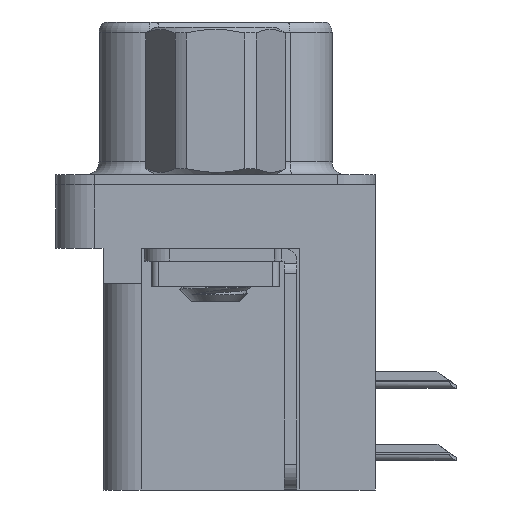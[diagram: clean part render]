
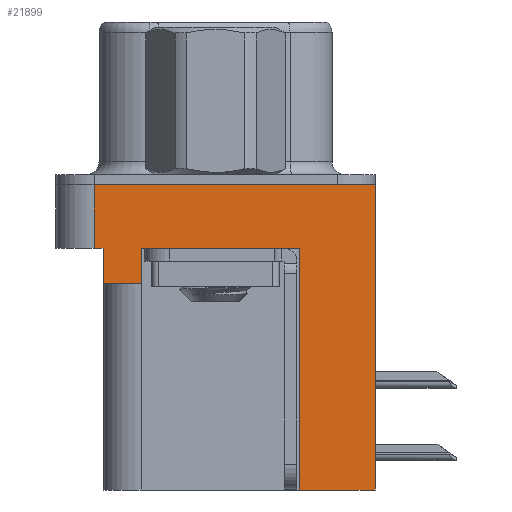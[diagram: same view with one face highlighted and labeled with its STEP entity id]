
A CAD part, left-side view. The second image highlights one B-rep face of the part: STEP entity #21899.
In plain terms, the highlighted planar face has unit normal (-1, 0, 0).
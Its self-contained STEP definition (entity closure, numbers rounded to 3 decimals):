
#307 = DIRECTION ( 'NONE',  ( 0., 0., 1. ) ) ;
#565 = ORIENTED_EDGE ( 'NONE', *, *, #23327, .F. ) ;
#594 = CARTESIAN_POINT ( 'NONE',  ( -2.91, 2.895, -3.9 ) ) ;
#814 = DIRECTION ( 'NONE',  ( 0., -1., 0. ) ) ;
#1099 = CARTESIAN_POINT ( 'NONE',  ( -2.91, -6.275, -2.5 ) ) ;
#2781 = ORIENTED_EDGE ( 'NONE', *, *, #28203, .F. ) ;
#3168 = CARTESIAN_POINT ( 'NONE',  ( -2.91, 4.425, -3.9 ) ) ;
#3674 = CARTESIAN_POINT ( 'NONE',  ( -2.91, 4.775, -2.5 ) ) ;
#3824 = EDGE_LOOP ( 'NONE', ( #23311, #7547, #23891, #565, #24534, #4034, #16652, #2781, #30543, #15086 ) ) ;
#3917 = VECTOR ( 'NONE', #17841, 1000. ) ;
#4034 = ORIENTED_EDGE ( 'NONE', *, *, #8835, .T. ) ;
#4614 = CARTESIAN_POINT ( 'NONE',  ( -2.91, 2.895, -2.5 ) ) ;
#5235 = CARTESIAN_POINT ( 'NONE',  ( -2.91, -3.295, -12. ) ) ;
#5771 = VERTEX_POINT ( 'NONE', #4614 ) ;
#5864 = VECTOR ( 'NONE', #10714, 1000. ) ;
#6127 = EDGE_CURVE ( 'NONE', #5771, #27872, #27444, .T. ) ;
#6149 = CARTESIAN_POINT ( 'NONE',  ( -2.91, -6.275, 0. ) ) ;
#6274 = EDGE_CURVE ( 'NONE', #21021, #30354, #23145, .T. ) ;
#6283 = LINE ( 'NONE', #10602, #3917 ) ;
#6485 = EDGE_CURVE ( 'NONE', #26267, #10655, #6283, .T. ) ;
#7547 = ORIENTED_EDGE ( 'NONE', *, *, #16290, .F. ) ;
#7882 = DIRECTION ( 'NONE',  ( 0., 0., 1. ) ) ;
#8835 = EDGE_CURVE ( 'NONE', #20711, #5771, #26397, .T. ) ;
#8953 = FACE_OUTER_BOUND ( 'NONE', #3824, .T. ) ;
#9110 = VECTOR ( 'NONE', #7882, 1000. ) ;
#9344 = VECTOR ( 'NONE', #15781, 1000. ) ;
#9859 = CARTESIAN_POINT ( 'NONE',  ( -2.91, 4.775, 0. ) ) ;
#10602 = CARTESIAN_POINT ( 'NONE',  ( -2.91, -6.275, -2.5 ) ) ;
#10655 = VERTEX_POINT ( 'NONE', #23894 ) ;
#10714 = DIRECTION ( 'NONE',  ( 0., 0., 1. ) ) ;
#11733 = VECTOR ( 'NONE', #25728, 1000. ) ;
#12033 = VECTOR ( 'NONE', #307, 1000. ) ;
#13296 = CARTESIAN_POINT ( 'NONE',  ( -2.91, -6.275, 0. ) ) ;
#13801 = PLANE ( 'NONE',  #25123 ) ;
#13857 = DIRECTION ( 'NONE',  ( 0., 1., 0. ) ) ;
#13932 = CARTESIAN_POINT ( 'NONE',  ( -2.91, 4.425, -3.9 ) ) ;
#14232 = DIRECTION ( 'NONE',  ( 0., 0., 1. ) ) ;
#15086 = ORIENTED_EDGE ( 'NONE', *, *, #17707, .T. ) ;
#15358 = CARTESIAN_POINT ( 'NONE',  ( -2.91, -6.275, -12. ) ) ;
#15781 = DIRECTION ( 'NONE',  ( 0., 1., 0. ) ) ;
#16182 = LINE ( 'NONE', #26072, #17324 ) ;
#16290 = EDGE_CURVE ( 'NONE', #26267, #21021, #16769, .T. ) ;
#16596 = CARTESIAN_POINT ( 'NONE',  ( -2.91, -6.275, -2.5 ) ) ;
#16652 = ORIENTED_EDGE ( 'NONE', *, *, #6127, .T. ) ;
#16769 = LINE ( 'NONE', #3674, #11733 ) ;
#17324 = VECTOR ( 'NONE', #30740, 1000. ) ;
#17707 = EDGE_CURVE ( 'NONE', #21552, #30354, #21280, .T. ) ;
#17841 = DIRECTION ( 'NONE',  ( 0., -1., 0. ) ) ;
#19341 = LINE ( 'NONE', #30384, #9344 ) ;
#20139 = EDGE_CURVE ( 'NONE', #21552, #28601, #20652, .T. ) ;
#20652 = LINE ( 'NONE', #28596, #25241 ) ;
#20711 = VERTEX_POINT ( 'NONE', #23634 ) ;
#20762 = CARTESIAN_POINT ( 'NONE',  ( -2.91, 4.775, -2.5 ) ) ;
#21021 = VERTEX_POINT ( 'NONE', #9859 ) ;
#21280 = LINE ( 'NONE', #29825, #12033 ) ;
#21552 = VERTEX_POINT ( 'NONE', #15358 ) ;
#21776 = EDGE_CURVE ( 'NONE', #20711, #30625, #19341, .T. ) ;
#21899 = ADVANCED_FACE ( 'NONE', ( #8953 ), #13801, .T. ) ;
#22106 = CARTESIAN_POINT ( 'NONE',  ( -2.91, -3.295, -2.5 ) ) ;
#23145 = LINE ( 'NONE', #6149, #28555 ) ;
#23311 = ORIENTED_EDGE ( 'NONE', *, *, #6274, .F. ) ;
#23327 = EDGE_CURVE ( 'NONE', #30625, #10655, #29738, .T. ) ;
#23634 = CARTESIAN_POINT ( 'NONE',  ( -2.91, 2.895, -3.9 ) ) ;
#23891 = ORIENTED_EDGE ( 'NONE', *, *, #6485, .T. ) ;
#23894 = CARTESIAN_POINT ( 'NONE',  ( -2.91, 4.425, -2.5 ) ) ;
#24534 = ORIENTED_EDGE ( 'NONE', *, *, #21776, .F. ) ;
#25123 = AXIS2_PLACEMENT_3D ( 'NONE', #16596, #26470, #14232 ) ;
#25241 = VECTOR ( 'NONE', #13857, 1000. ) ;
#25728 = DIRECTION ( 'NONE',  ( 0., 0., 1. ) ) ;
#25737 = DIRECTION ( 'NONE',  ( 0., -1., 0. ) ) ;
#26072 = CARTESIAN_POINT ( 'NONE',  ( -2.91, -3.295, -12. ) ) ;
#26267 = VERTEX_POINT ( 'NONE', #20762 ) ;
#26397 = LINE ( 'NONE', #594, #9110 ) ;
#26470 = DIRECTION ( 'NONE',  ( -1., 0., 0. ) ) ;
#27444 = LINE ( 'NONE', #1099, #27816 ) ;
#27816 = VECTOR ( 'NONE', #25737, 1000. ) ;
#27872 = VERTEX_POINT ( 'NONE', #22106 ) ;
#28203 = EDGE_CURVE ( 'NONE', #28601, #27872, #16182, .T. ) ;
#28555 = VECTOR ( 'NONE', #814, 1000. ) ;
#28596 = CARTESIAN_POINT ( 'NONE',  ( -2.91, -3.295, -12. ) ) ;
#28601 = VERTEX_POINT ( 'NONE', #5235 ) ;
#29738 = LINE ( 'NONE', #3168, #5864 ) ;
#29825 = CARTESIAN_POINT ( 'NONE',  ( -2.91, -6.275, -2.5 ) ) ;
#30354 = VERTEX_POINT ( 'NONE', #13296 ) ;
#30384 = CARTESIAN_POINT ( 'NONE',  ( -2.91, 4.425, -3.9 ) ) ;
#30543 = ORIENTED_EDGE ( 'NONE', *, *, #20139, .F. ) ;
#30625 = VERTEX_POINT ( 'NONE', #13932 ) ;
#30740 = DIRECTION ( 'NONE',  ( 0., 0., 1. ) ) ;
